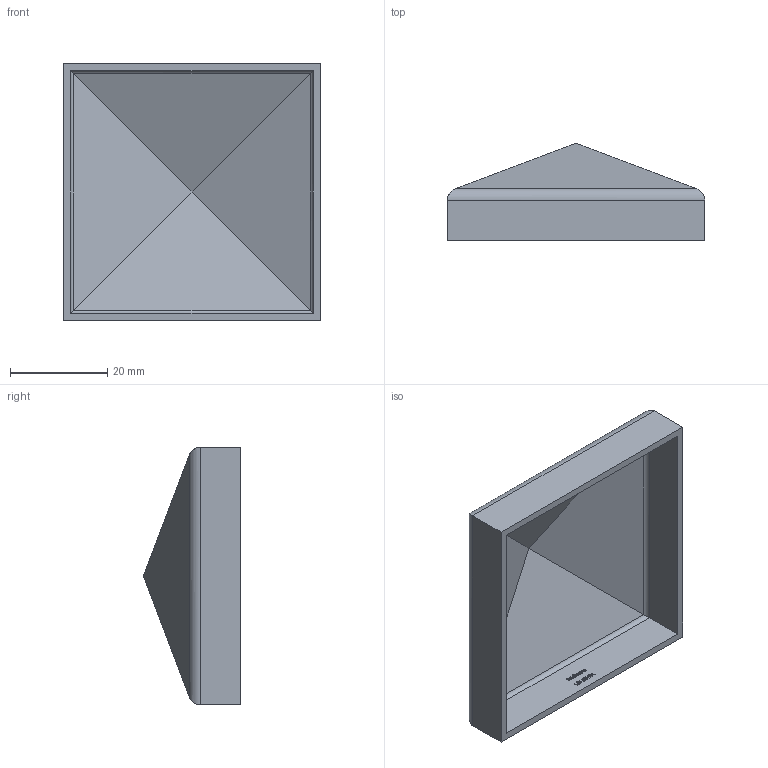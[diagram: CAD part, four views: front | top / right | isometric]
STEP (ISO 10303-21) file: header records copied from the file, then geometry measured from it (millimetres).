
FILE_DESCRIPTION (( 'STEP AP203' ), '1' );
FILE_NAME ('165-50V2A.step', '2020-11-30T09:57:20', ( '' ), ( '' ), 'SwSTEP 2.0', 'SolidWorks 2018', '' );
FILE_SCHEMA (( 'CONFIG_CONTROL_DESIGN' ));
Length unit declared in the file: millimetre
Products named in the file (2): 165-50V2A
Bounding box: 53 x 20 x 53 mm (x, y, z)
Volume: 7089.1 mm3; surface area: 9773 mm2
Topology: 1 solids, 1 shells, 243 faces, 629 edges, 412 vertices
Faces by surface type: plane 143, bspline 88, cylinder 12
Entity records: 12206 total; most frequent: CARTESIAN_POINT 6762, ORIENTED_EDGE 1258, DIRECTION 755, EDGE_CURVE 629, VECTOR 441, LINE 441, VERTEX_POINT 412, EDGE_LOOP 267
